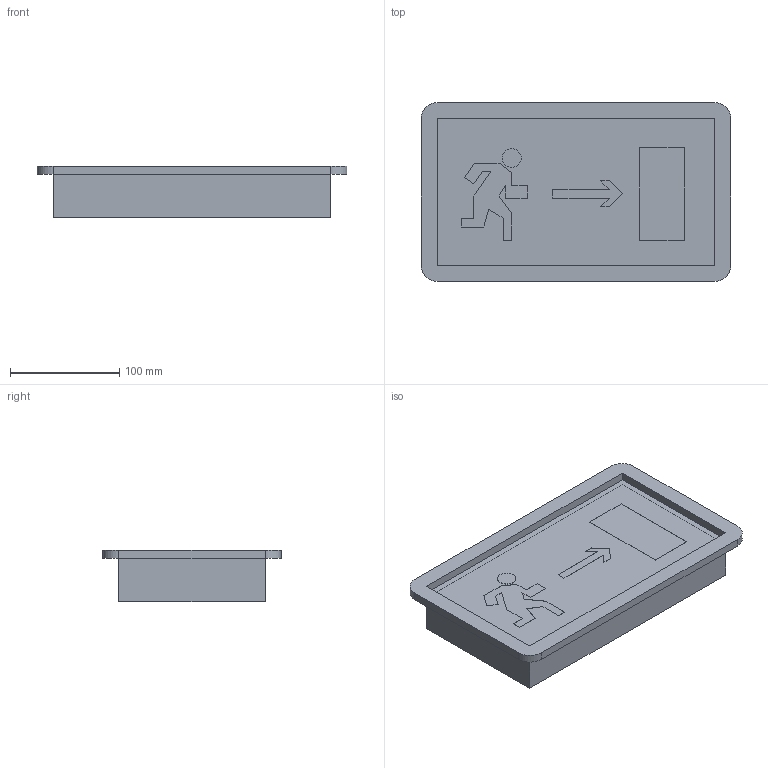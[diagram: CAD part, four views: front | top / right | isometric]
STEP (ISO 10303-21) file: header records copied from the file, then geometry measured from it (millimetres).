
FILE_DESCRIPTION (( 'STEP AP214' ), '1' );
FILE_NAME ('I-BRILL LED.STEP', '2018-07-15T09:16:28', ( '' ), ( '' ), 'SwSTEP 2.0', 'SolidWorks 2013', '' );
FILE_SCHEMA (( 'AUTOMOTIVE_DESIGN' ));
Length unit declared in the file: millimetre
Products named in the file (1): I-BRILL LED
Bounding box: 284 x 164 x 47.5 mm (x, y, z)
Volume: 410052.5 mm3; surface area: 222149.5 mm2
Topology: 2 solids, 2 shells, 73 faces, 190 edges, 126 vertices
Faces by surface type: plane 63, cylinder 10
Entity records: 3020 total; most frequent: CARTESIAN_POINT 390, ORIENTED_EDGE 380, DIRECTION 360, EDGE_CURVE 190, LINE 168, VECTOR 168, VERTEX_POINT 126, AXIS2_PLACEMENT_3D 96
